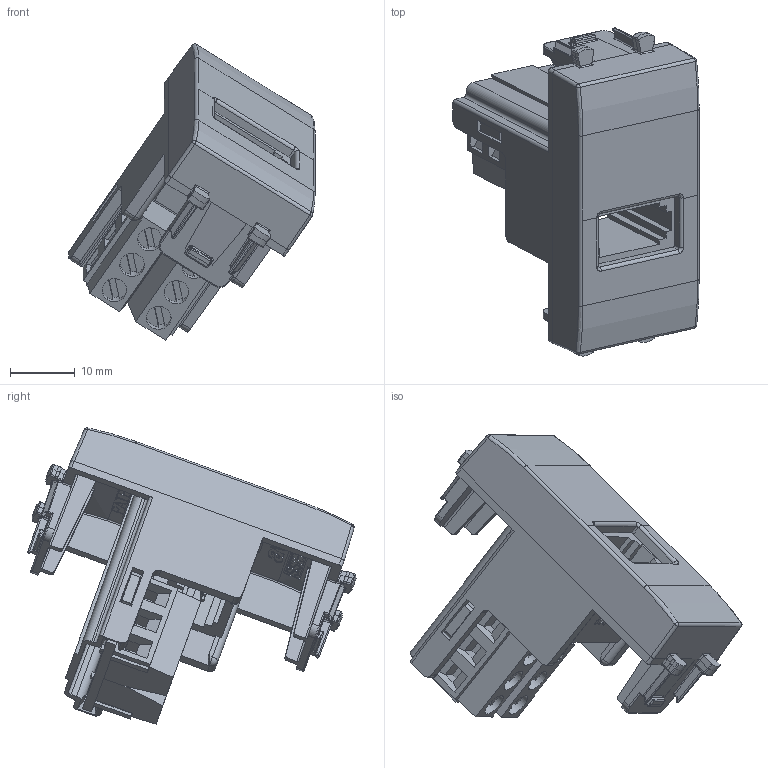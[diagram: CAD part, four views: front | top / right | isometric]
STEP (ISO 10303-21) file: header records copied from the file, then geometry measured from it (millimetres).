
FILE_DESCRIPTION(('CATIA V5 STEP Exchange'),'2;1');
FILE_NAME('441026K.stp','2024-02-23T09:56:07+00:00',('none'),('none'),'CATIA Version 5-6 Release 2016 SP6','CATIA V5 STEP AP203','none');
FILE_SCHEMA(('CONFIG_CONTROL_DESIGN'));
Products named in the file (2): 44X026K; YAS0361 (DA0592_1)
Assembly tree (6 placements, depth 3):
  44X026K
    #57
    YAS0361 (DA0592_1)
      #50699  x2
      #53170
      #54582
Bounding box: 38.01 x 50.64 x 45.73 mm (x, y, z)
Volume: 9718 mm3; surface area: 13192.6 mm2
Topology: 11 solids, 11 shells, 1909 faces, 5247 edges, 3369 vertices
Faces by surface type: plane 1375, cylinder 348, bspline 88, sphere 36, extrusion 26, cone 24, torus 12
Entity records: 66083 total; most frequent: CARTESIAN_POINT 24414, ORIENTED_EDGE 9956, DIRECTION 6324, EDGE_CURVE 4978, VERTEX_POINT 3219, VECTOR 3044, LINE 3018, EDGE_LOOP 1899
